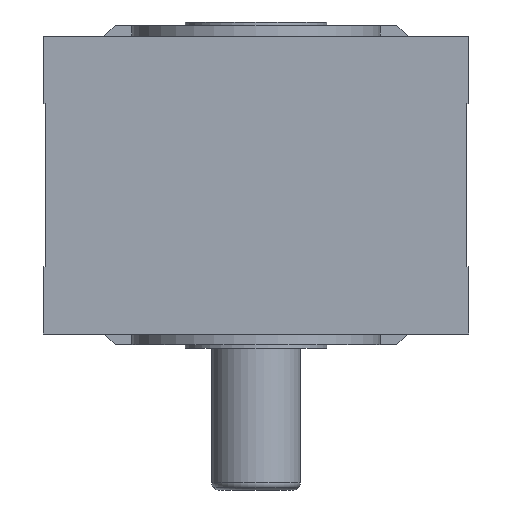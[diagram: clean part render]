
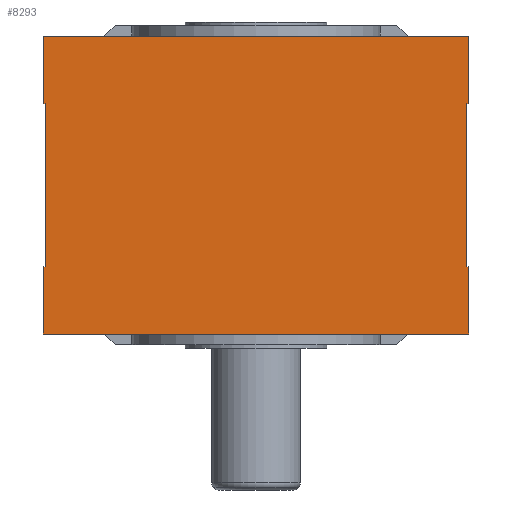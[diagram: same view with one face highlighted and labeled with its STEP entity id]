
A CAD part, front view. The second image highlights one B-rep face of the part: STEP entity #8293.
In plain terms, the highlighted planar face has unit normal (0, -1, 0).
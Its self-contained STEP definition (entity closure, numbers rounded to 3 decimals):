
#156=DIRECTION('',(-1.,0.,0.));
#157=VECTOR('',#156,120.);
#158=CARTESIAN_POINT('',(60.,-82.,-42.));
#159=LINE('',#158,#157);
#1113=DIRECTION('',(0.,0.,1.));
#1114=VECTOR('',#1113,19.);
#1115=CARTESIAN_POINT('',(-60.,-82.,23.));
#1116=LINE('',#1115,#1114);
#1141=DIRECTION('',(0.,0.,1.));
#1142=VECTOR('',#1141,19.);
#1143=CARTESIAN_POINT('',(-60.,-82.,-42.));
#1144=LINE('',#1143,#1142);
#1297=DIRECTION('',(0.,0.,-1.));
#1298=VECTOR('',#1297,19.);
#1299=CARTESIAN_POINT('',(60.,-82.,42.));
#1300=LINE('',#1299,#1298);
#1365=DIRECTION('',(0.,0.,1.));
#1366=VECTOR('',#1365,46.);
#1367=CARTESIAN_POINT('',(59.5,-82.,-23.));
#1368=LINE('',#1367,#1366);
#1369=DIRECTION('',(-1.,0.,0.));
#1370=VECTOR('',#1369,0.5);
#1371=CARTESIAN_POINT('',(60.,-82.,-23.));
#1372=LINE('',#1371,#1370);
#1373=DIRECTION('',(0.,0.,1.));
#1374=VECTOR('',#1373,19.);
#1375=CARTESIAN_POINT('',(60.,-82.,-42.));
#1376=LINE('',#1375,#1374);
#1377=DIRECTION('',(-1.,0.,0.));
#1378=VECTOR('',#1377,0.5);
#1379=CARTESIAN_POINT('',(-59.5,-82.,-23.));
#1380=LINE('',#1379,#1378);
#1381=DIRECTION('',(0.,0.,-1.));
#1382=VECTOR('',#1381,46.);
#1383=CARTESIAN_POINT('',(-59.5,-82.,23.));
#1384=LINE('',#1383,#1382);
#1385=DIRECTION('',(1.,0.,0.));
#1386=VECTOR('',#1385,0.5);
#1387=CARTESIAN_POINT('',(-60.,-82.,23.));
#1388=LINE('',#1387,#1386);
#1389=DIRECTION('',(1.,0.,0.));
#1390=VECTOR('',#1389,0.5);
#1391=CARTESIAN_POINT('',(59.5,-82.,23.));
#1392=LINE('',#1391,#1390);
#1779=DIRECTION('',(1.,0.,0.));
#1780=VECTOR('',#1779,120.);
#1781=CARTESIAN_POINT('',(-60.,-82.,42.));
#1782=LINE('',#1781,#1780);
#5379=CARTESIAN_POINT('',(60.,-82.,23.));
#5381=VERTEX_POINT('',#5379);
#5384=CARTESIAN_POINT('',(60.,-82.,-23.));
#5386=VERTEX_POINT('',#5384);
#5981=CARTESIAN_POINT('',(59.5,-82.,23.));
#5982=VERTEX_POINT('',#5981);
#5983=CARTESIAN_POINT('',(59.5,-82.,-23.));
#5984=VERTEX_POINT('',#5983);
#5989=CARTESIAN_POINT('',(-59.5,-82.,-23.));
#5990=CARTESIAN_POINT('',(-60.,-82.,-23.));
#5991=VERTEX_POINT('',#5989);
#5992=VERTEX_POINT('',#5990);
#5993=CARTESIAN_POINT('',(-59.5,-82.,23.));
#5994=VERTEX_POINT('',#5993);
#5995=CARTESIAN_POINT('',(-60.,-82.,23.));
#5996=VERTEX_POINT('',#5995);
#6605=CARTESIAN_POINT('',(-60.,-82.,42.));
#6606=VERTEX_POINT('',#6605);
#6617=CARTESIAN_POINT('',(60.,-82.,-42.));
#6618=VERTEX_POINT('',#6617);
#6619=CARTESIAN_POINT('',(60.,-82.,42.));
#6620=VERTEX_POINT('',#6619);
#6621=CARTESIAN_POINT('',(-60.,-82.,-42.));
#6622=VERTEX_POINT('',#6621);
#8267=CARTESIAN_POINT('',(60.,-82.,42.));
#8268=DIRECTION('',(0.,1.,0.));
#8269=DIRECTION('',(-1.,0.,0.));
#8270=AXIS2_PLACEMENT_3D('',#8267,#8268,#8269);
#8271=PLANE('',#8270);
#8273=ORIENTED_EDGE('',*,*,#8272,.F.);
#8275=ORIENTED_EDGE('',*,*,#8274,.F.);
#8276=ORIENTED_EDGE('',*,*,#8117,.F.);
#8277=ORIENTED_EDGE('',*,*,#7019,.T.);
#8278=ORIENTED_EDGE('',*,*,#7936,.T.);
#8280=ORIENTED_EDGE('',*,*,#8279,.F.);
#8282=ORIENTED_EDGE('',*,*,#8281,.F.);
#8284=ORIENTED_EDGE('',*,*,#8283,.F.);
#8285=ORIENTED_EDGE('',*,*,#7912,.T.);
#8287=ORIENTED_EDGE('',*,*,#8286,.T.);
#8288=ORIENTED_EDGE('',*,*,#8141,.T.);
#8290=ORIENTED_EDGE('',*,*,#8289,.F.);
#8291=EDGE_LOOP('',(#8273,#8275,#8276,#8277,#8278,#8280,#8282,#8284,#8285,#8287,
#8288,#8290));
#8292=FACE_OUTER_BOUND('',#8291,.F.);
#8293=ADVANCED_FACE('',(#8292),#8271,.F.);
#7019=EDGE_CURVE('',#6618,#6622,#159,.T.);
#7912=EDGE_CURVE('',#5996,#6606,#1116,.T.);
#7936=EDGE_CURVE('',#6622,#5992,#1144,.T.);
#8117=EDGE_CURVE('',#6618,#5386,#1376,.T.);
#8141=EDGE_CURVE('',#6620,#5381,#1300,.T.);
#8272=EDGE_CURVE('',#5984,#5982,#1368,.T.);
#8274=EDGE_CURVE('',#5386,#5984,#1372,.T.);
#8279=EDGE_CURVE('',#5991,#5992,#1380,.T.);
#8281=EDGE_CURVE('',#5994,#5991,#1384,.T.);
#8283=EDGE_CURVE('',#5996,#5994,#1388,.T.);
#8286=EDGE_CURVE('',#6606,#6620,#1782,.T.);
#8289=EDGE_CURVE('',#5982,#5381,#1392,.T.);
